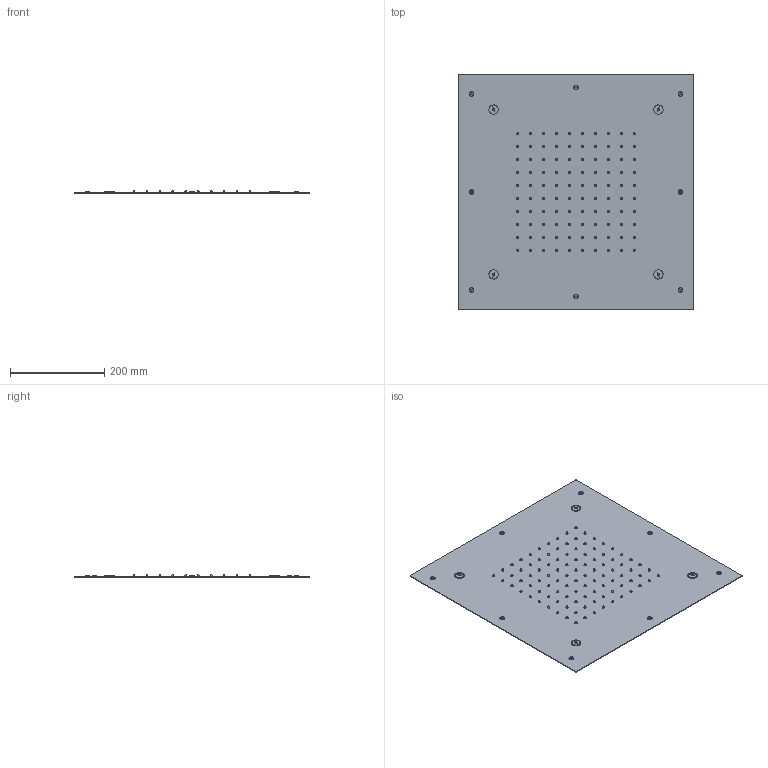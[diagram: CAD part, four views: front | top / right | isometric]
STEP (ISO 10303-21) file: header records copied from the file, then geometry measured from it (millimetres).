
FILE_DESCRIPTION((''),'2;1');
FILE_NAME('ZSOF129CR','2021-11-22T16:18:03',('ut3'),('PAFFONI SpA'),'CREO PARAMETRIC BY PTC INC, 2020044','CREO PARAMETRIC BY PTC INC, 2020044','');
FILE_SCHEMA(('CONFIG_CONTROL_DESIGN','SHAPE_APPEARANCE_LAYERS_GROUPS'));
Products named in the file (1): ZSOF129CR
Bounding box: 500 x 500 x 4.8 mm (x, y, z)
Volume: 376971.6 mm3; surface area: 512310.4 mm2
Topology: 1 solids, 1 shells, 1786 faces, 4096 edges, 2440 vertices
Faces by surface type: torus 1032, cylinder 532, plane 182, cone 32, bspline 8
Entity records: 73504 total; most frequent: DIRECTION 11028, CARTESIAN_POINT 8538, ORIENTED_EDGE 8192, AXIS2_PLACEMENT_3D 5154, EDGE_CURVE 4096, FILL_AREA_STYLE_COLOUR 3548, FILL_AREA_STYLE 3548, SURFACE_STYLE_FILL_AREA 3548
